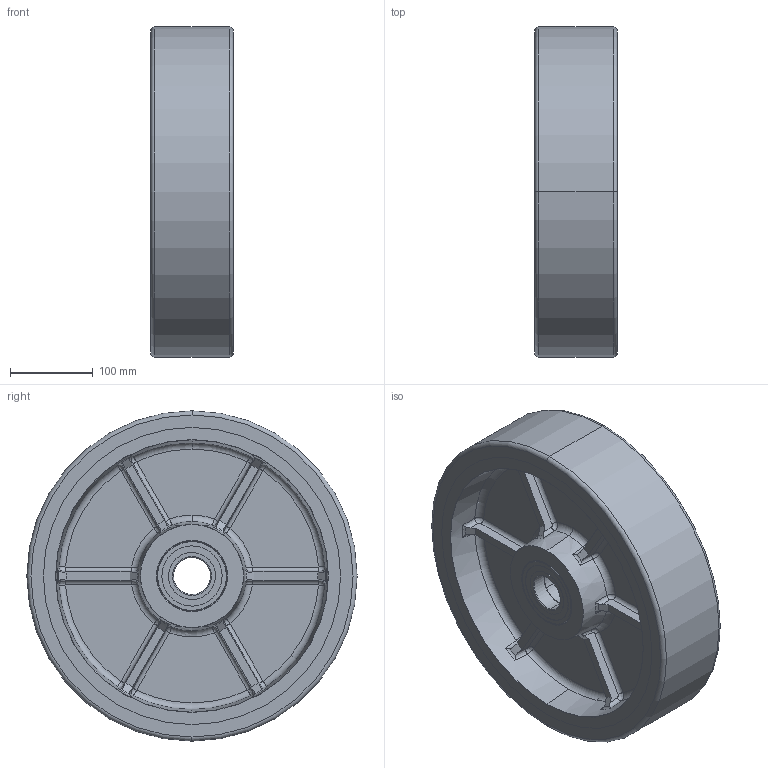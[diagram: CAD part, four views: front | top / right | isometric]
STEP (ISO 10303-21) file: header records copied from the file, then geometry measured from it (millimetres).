
FILE_DESCRIPTION (( 'STEP AP214' ), '1' );
FILE_NAME ('0031204.step', '2022-04-07T11:54:19', ( '' ), ( '' ), 'SwSTEP 2.0', 'SolidWorks 2020', '' );
FILE_SCHEMA (( 'AUTOMOTIVE_DESIGN' ));
Length unit declared in the file: millimetre
Products named in the file (1): 0031204
Bounding box: 100.1 x 400 x 400 mm (x, y, z)
Volume: 6151760 mm3; surface area: 837836.1 mm2
Topology: 13 solids, 13 shells, 386 faces, 920 edges, 560 vertices
Faces by surface type: torus 96, bspline 96, cylinder 80, plane 74, cone 40
Entity records: 21592 total; most frequent: CARTESIAN_POINT 8931, ORIENTED_EDGE 1840, DIRECTION 1606, EDGE_CURVE 920, AXIS2_PLACEMENT_3D 731, VERTEX_POINT 560, CIRCLE 440, EDGE_LOOP 412
